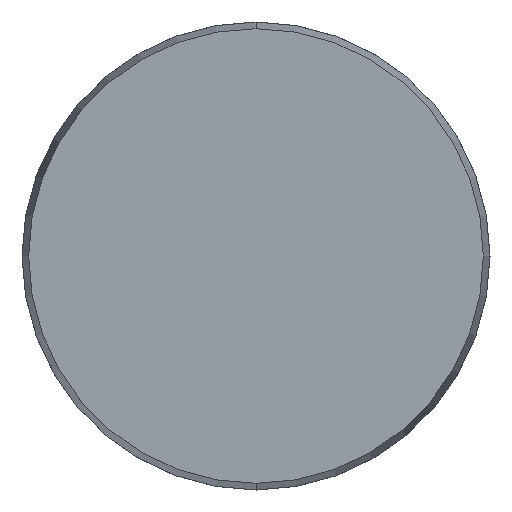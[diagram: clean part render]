
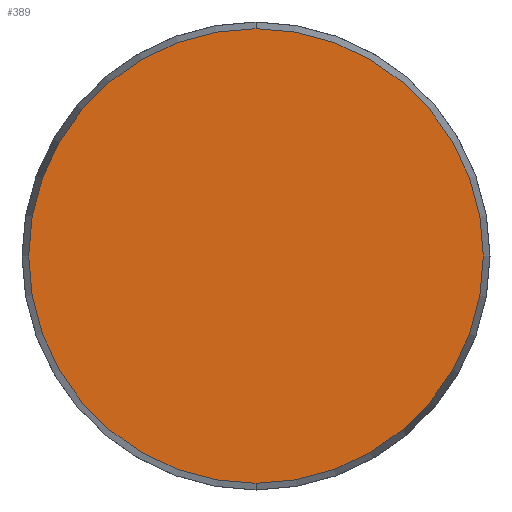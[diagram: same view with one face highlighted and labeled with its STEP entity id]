
A CAD part, front view. The second image highlights one B-rep face of the part: STEP entity #389.
In plain terms, the highlighted planar face has unit normal (0, -1, 0).
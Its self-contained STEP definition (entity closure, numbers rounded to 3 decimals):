
#7 = VERTEX_POINT ( 'NONE', #1072 ) ;
#101 = DIRECTION ( 'NONE',  ( 0., -1., 0. ) ) ;
#154 = CIRCLE ( 'NONE', #229, 29.143 ) ;
#217 = CIRCLE ( 'NONE', #362, 29.143 ) ;
#229 = AXIS2_PLACEMENT_3D ( 'NONE', #1091, #349, #716 ) ;
#246 = VERTEX_POINT ( 'NONE', #301 ) ;
#301 = CARTESIAN_POINT ( 'NONE',  ( 0., 0., -29.143 ) ) ;
#349 = DIRECTION ( 'NONE',  ( 0., -1., 0. ) ) ;
#362 = AXIS2_PLACEMENT_3D ( 'NONE', #918, #101, #460 ) ;
#389 = ADVANCED_FACE ( 'NONE', ( #711 ), #794, .F. ) ;
#431 = CARTESIAN_POINT ( 'NONE',  ( -29.143, 0., 0. ) ) ;
#455 = EDGE_CURVE ( 'NONE', #7, #246, #154, .T. ) ;
#460 = DIRECTION ( 'NONE',  ( 0., 0., -1. ) ) ;
#471 = ORIENTED_EDGE ( 'NONE', *, *, #1092, .T. ) ;
#493 = AXIS2_PLACEMENT_3D ( 'NONE', #431, #887, #899 ) ;
#515 = ORIENTED_EDGE ( 'NONE', *, *, #455, .T. ) ;
#711 = FACE_OUTER_BOUND ( 'NONE', #713, .T. ) ;
#713 = EDGE_LOOP ( 'NONE', ( #515, #471 ) ) ;
#716 = DIRECTION ( 'NONE',  ( 0., 0., -1. ) ) ;
#794 = PLANE ( 'NONE',  #493 ) ;
#887 = DIRECTION ( 'NONE',  ( 0., 1., 0. ) ) ;
#899 = DIRECTION ( 'NONE',  ( 0., 0., 1. ) ) ;
#918 = CARTESIAN_POINT ( 'NONE',  ( 0., 0., 0. ) ) ;
#1072 = CARTESIAN_POINT ( 'NONE',  ( 0., 0., 29.143 ) ) ;
#1091 = CARTESIAN_POINT ( 'NONE',  ( 0., 0., 0. ) ) ;
#1092 = EDGE_CURVE ( 'NONE', #246, #7, #217, .T. ) ;
